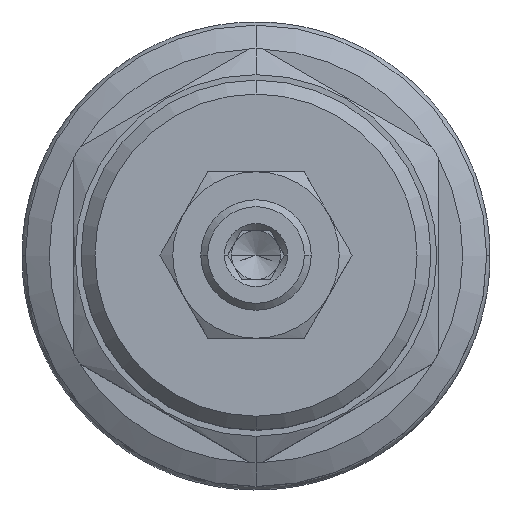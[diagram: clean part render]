
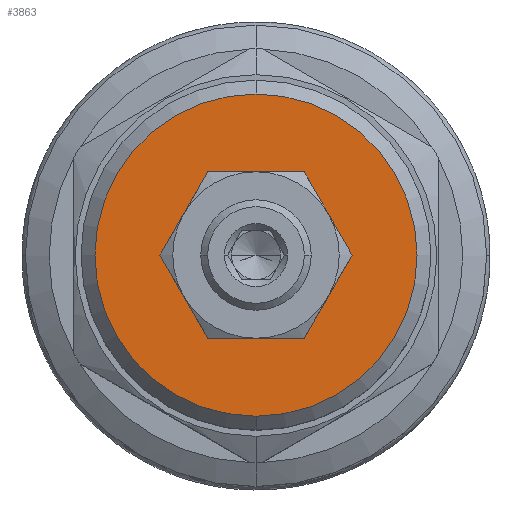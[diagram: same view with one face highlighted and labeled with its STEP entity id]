
A CAD part, top view. The second image highlights one B-rep face of the part: STEP entity #3863.
In plain terms, the highlighted planar face has unit normal (0, 0, 1).
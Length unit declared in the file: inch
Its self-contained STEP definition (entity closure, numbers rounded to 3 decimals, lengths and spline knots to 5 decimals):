
#1124=CARTESIAN_POINT('',(0.,0.,5.625));
#1125=DIRECTION('',(0.,0.,1.));
#1126=DIRECTION('',(0.,-1.,0.));
#1127=AXIS2_PLACEMENT_3D('',#1124,#1125,#1126);
#1142=CARTESIAN_POINT('',(0.,0.,5.625));
#1143=DIRECTION('',(0.,0.,1.));
#1144=DIRECTION('',(0.867,-0.498,0.));
#1145=AXIS2_PLACEMENT_3D('',#1142,#1143,#1144);
#1147=DIRECTION('',(-0.5,0.866,0.));
#1148=VECTOR('',#1147,0.00179);
#1149=CARTESIAN_POINT('',(0.32218,0.18497,5.625));
#1150=LINE('',#1149,#1148);
#1151=CARTESIAN_POINT('',(0.,0.,5.625));
#1152=DIRECTION('',(0.,0.,1.));
#1153=DIRECTION('',(0.865,0.502,0.));
#1154=AXIS2_PLACEMENT_3D('',#1151,#1152,#1153);
#1156=DIRECTION('',(-1.,0.,0.));
#1157=VECTOR('',#1156,0.00179);
#1158=CARTESIAN_POINT('',(0.0009,0.3715,5.625));
#1159=LINE('',#1158,#1157);
#1160=CARTESIAN_POINT('',(0.,0.,5.625));
#1161=DIRECTION('',(0.,0.,1.));
#1162=DIRECTION('',(-0.002,1.,0.));
#1163=AXIS2_PLACEMENT_3D('',#1160,#1161,#1162);
#1165=DIRECTION('',(-0.5,-0.866,0.));
#1166=VECTOR('',#1165,0.00179);
#1167=CARTESIAN_POINT('',(-0.32128,0.18653,5.625));
#1168=LINE('',#1167,#1166);
#1169=CARTESIAN_POINT('',(0.,0.,5.625));
#1170=DIRECTION('',(0.,0.,1.));
#1171=DIRECTION('',(-0.867,0.498,0.));
#1172=AXIS2_PLACEMENT_3D('',#1169,#1170,#1171);
#1174=DIRECTION('',(0.5,-0.866,0.));
#1175=VECTOR('',#1174,0.00179);
#1176=CARTESIAN_POINT('',(-0.32218,-0.18497,5.625));
#1177=LINE('',#1176,#1175);
#1178=CARTESIAN_POINT('',(0.,0.,5.625));
#1179=DIRECTION('',(0.,0.,1.));
#1180=DIRECTION('',(-0.865,-0.502,0.));
#1181=AXIS2_PLACEMENT_3D('',#1178,#1179,#1180);
#1183=DIRECTION('',(1.,0.,0.));
#1184=VECTOR('',#1183,0.00179);
#1185=CARTESIAN_POINT('',(-0.0009,-0.3715,5.625));
#1186=LINE('',#1185,#1184);
#1187=CARTESIAN_POINT('',(0.,0.,5.625));
#1188=DIRECTION('',(0.,0.,1.));
#1189=DIRECTION('',(0.002,-1.,0.));
#1190=AXIS2_PLACEMENT_3D('',#1187,#1188,#1189);
#1192=DIRECTION('',(0.5,0.866,0.));
#1193=VECTOR('',#1192,0.00179);
#1194=CARTESIAN_POINT('',(0.32128,-0.18653,5.625));
#1195=LINE('',#1194,#1193);
#1196=CARTESIAN_POINT('',(0.,0.,5.625));
#1197=DIRECTION('',(0.,0.,1.));
#1198=DIRECTION('',(0.,1.,0.));
#1199=AXIS2_PLACEMENT_3D('',#1196,#1197,#1198);
#2065=CARTESIAN_POINT('',(0.,0.719,5.625));
#2066=CARTESIAN_POINT('',(0.,-0.719,5.625));
#2067=VERTEX_POINT('',#2065);
#2068=VERTEX_POINT('',#2066);
#2155=CARTESIAN_POINT('',(0.32218,-0.18497,5.625));
#2156=CARTESIAN_POINT('',(0.32218,0.18497,5.625));
#2157=VERTEX_POINT('',#2155);
#2158=VERTEX_POINT('',#2156);
#2159=CARTESIAN_POINT('',(0.32128,0.18653,5.625));
#2160=CARTESIAN_POINT('',(0.0009,0.3715,5.625));
#2161=VERTEX_POINT('',#2159);
#2162=VERTEX_POINT('',#2160);
#2163=CARTESIAN_POINT('',(-0.0009,0.3715,5.625));
#2164=CARTESIAN_POINT('',(-0.32128,0.18653,5.625));
#2165=VERTEX_POINT('',#2163);
#2166=VERTEX_POINT('',#2164);
#2167=CARTESIAN_POINT('',(-0.32218,0.18497,5.625));
#2168=CARTESIAN_POINT('',(-0.32218,-0.18497,5.625));
#2169=VERTEX_POINT('',#2167);
#2170=VERTEX_POINT('',#2168);
#2171=CARTESIAN_POINT('',(-0.32128,-0.18653,5.625));
#2172=CARTESIAN_POINT('',(-0.0009,-0.3715,5.625));
#2173=VERTEX_POINT('',#2171);
#2174=VERTEX_POINT('',#2172);
#2175=CARTESIAN_POINT('',(0.0009,-0.3715,5.625));
#2176=CARTESIAN_POINT('',(0.32128,-0.18653,5.625));
#2177=VERTEX_POINT('',#2175);
#2178=VERTEX_POINT('',#2176);
#3827=CARTESIAN_POINT('',(0.,0.,5.625));
#3828=DIRECTION('',(0.,0.,1.));
#3829=DIRECTION('',(0.,1.,0.));
#3830=AXIS2_PLACEMENT_3D('',#3827,#3828,#3829);
#3831=PLANE('',#3830);
#3832=ORIENTED_EDGE('',*,*,#3817,.F.);
#3834=ORIENTED_EDGE('',*,*,#3833,.F.);
#3835=EDGE_LOOP('',(#3832,#3834));
#3836=FACE_OUTER_BOUND('',#3835,.F.);
#3838=ORIENTED_EDGE('',*,*,#3837,.T.);
#3840=ORIENTED_EDGE('',*,*,#3839,.T.);
#3842=ORIENTED_EDGE('',*,*,#3841,.T.);
#3844=ORIENTED_EDGE('',*,*,#3843,.T.);
#3846=ORIENTED_EDGE('',*,*,#3845,.T.);
#3848=ORIENTED_EDGE('',*,*,#3847,.T.);
#3850=ORIENTED_EDGE('',*,*,#3849,.T.);
#3852=ORIENTED_EDGE('',*,*,#3851,.T.);
#3854=ORIENTED_EDGE('',*,*,#3853,.T.);
#3856=ORIENTED_EDGE('',*,*,#3855,.T.);
#3858=ORIENTED_EDGE('',*,*,#3857,.T.);
#3860=ORIENTED_EDGE('',*,*,#3859,.T.);
#3861=EDGE_LOOP('',(#3838,#3840,#3842,#3844,#3846,#3848,#3850,#3852,#3854,#3856,
#3858,#3860));
#3862=FACE_BOUND('',#3861,.F.);
#3863=ADVANCED_FACE('',(#3836,#3862),#3831,.T.);
#1128=CIRCLE('',#1127,0.719);
#1146=CIRCLE('',#1145,0.3715);
#1155=CIRCLE('',#1154,0.3715);
#1164=CIRCLE('',#1163,0.3715);
#1173=CIRCLE('',#1172,0.3715);
#1182=CIRCLE('',#1181,0.3715);
#1191=CIRCLE('',#1190,0.3715);
#1200=CIRCLE('',#1199,0.719);
#3817=EDGE_CURVE('',#2068,#2067,#1128,.T.);
#3833=EDGE_CURVE('',#2067,#2068,#1200,.T.);
#3837=EDGE_CURVE('',#2157,#2158,#1146,.T.);
#3839=EDGE_CURVE('',#2158,#2161,#1150,.T.);
#3841=EDGE_CURVE('',#2161,#2162,#1155,.T.);
#3843=EDGE_CURVE('',#2162,#2165,#1159,.T.);
#3845=EDGE_CURVE('',#2165,#2166,#1164,.T.);
#3847=EDGE_CURVE('',#2166,#2169,#1168,.T.);
#3849=EDGE_CURVE('',#2169,#2170,#1173,.T.);
#3851=EDGE_CURVE('',#2170,#2173,#1177,.T.);
#3853=EDGE_CURVE('',#2173,#2174,#1182,.T.);
#3855=EDGE_CURVE('',#2174,#2177,#1186,.T.);
#3857=EDGE_CURVE('',#2177,#2178,#1191,.T.);
#3859=EDGE_CURVE('',#2178,#2157,#1195,.T.);
